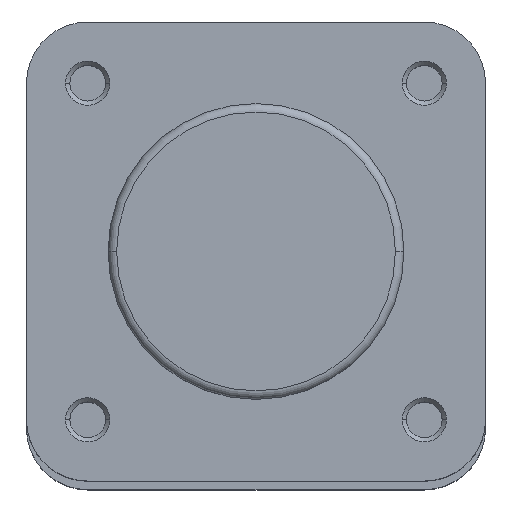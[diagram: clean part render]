
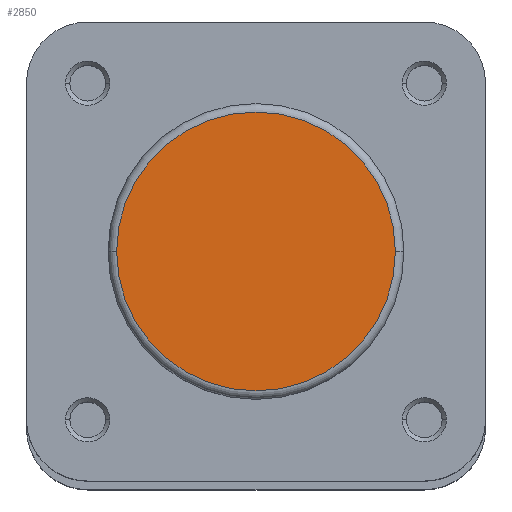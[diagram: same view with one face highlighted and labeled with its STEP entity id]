
A CAD part, top view. The second image highlights one B-rep face of the part: STEP entity #2850.
In plain terms, the highlighted planar face has unit normal (0, 0, 1).
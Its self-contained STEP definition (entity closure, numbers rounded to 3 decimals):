
#134 = CARTESIAN_POINT ( 'NONE',  ( -16.4, 0., 0. ) ) ;
#136 = CARTESIAN_POINT ( 'NONE',  ( 16.4, 0., 0. ) ) ;
#276 = VERTEX_POINT ( 'NONE', #134 ) ;
#280 = VERTEX_POINT ( 'NONE', #136 ) ;
#822 = EDGE_LOOP ( 'NONE', ( #1193, #1433 ) ) ;
#1193 = ORIENTED_EDGE ( 'NONE', *, *, #2966, .T. ) ;
#1433 = ORIENTED_EDGE ( 'NONE', *, *, #2994, .T. ) ;
#2850 = ADVANCED_FACE ( 'NONE', ( #4246 ), #5470, .F. ) ;
#2966 = EDGE_CURVE ( 'NONE', #276, #280, #4450, .T. ) ;
#2994 = EDGE_CURVE ( 'NONE', #280, #276, #4494, .T. ) ;
#3527 = AXIS2_PLACEMENT_3D ( 'NONE', #5469, #5472, #5473 ) ;
#3560 = AXIS2_PLACEMENT_3D ( 'NONE', #5734, #5737, #5738 ) ;
#3571 = AXIS2_PLACEMENT_3D ( 'NONE', #5804, #5805, #5806 ) ;
#4246 = FACE_OUTER_BOUND ( 'NONE', #822, .T. ) ;
#4450 = CIRCLE ( 'NONE', #3560, 16.4 ) ;
#4494 = CIRCLE ( 'NONE', #3571, 16.4 ) ;
#5469 = CARTESIAN_POINT ( 'NONE',  ( 0., 17.4, 0. ) ) ;
#5470 = PLANE ( 'NONE',  #3527 ) ;
#5472 = DIRECTION ( 'NONE',  ( 0., 0., -1. ) ) ;
#5473 = DIRECTION ( 'NONE',  ( -1., 0., 0. ) ) ;
#5734 = CARTESIAN_POINT ( 'NONE',  ( 0., 0., 0. ) ) ;
#5737 = DIRECTION ( 'NONE',  ( 0., 0., 1. ) ) ;
#5738 = DIRECTION ( 'NONE',  ( -1., 0., 0. ) ) ;
#5804 = CARTESIAN_POINT ( 'NONE',  ( 0., 0., 0. ) ) ;
#5805 = DIRECTION ( 'NONE',  ( 0., 0., 1. ) ) ;
#5806 = DIRECTION ( 'NONE',  ( -1., 0., 0. ) ) ;
